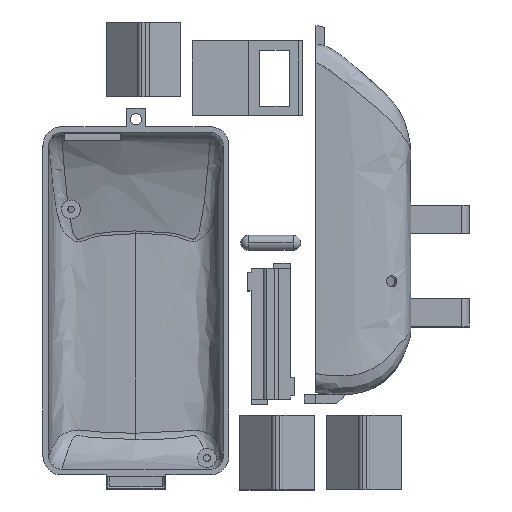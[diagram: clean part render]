
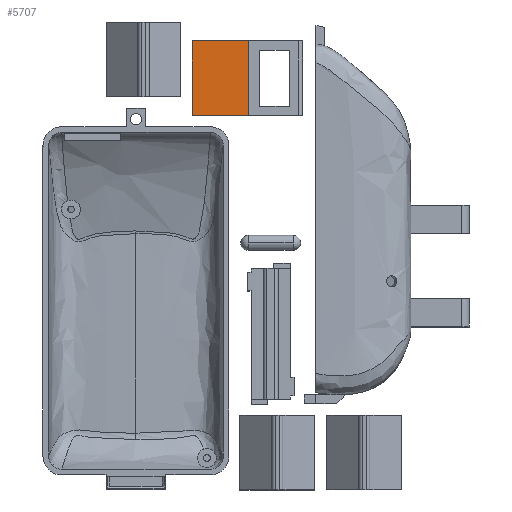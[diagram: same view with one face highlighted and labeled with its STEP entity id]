
A CAD part, top view. The second image highlights one B-rep face of the part: STEP entity #5707.
In plain terms, the highlighted planar face has unit normal (0, 0, 1).
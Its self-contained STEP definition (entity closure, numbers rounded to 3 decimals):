
#275=PLANE('',#6044);
#654=FACE_OUTER_BOUND('',#999,.T.);
#999=EDGE_LOOP('',(#4671,#4672,#4673,#4674));
#1403=LINE('',#16784,#1940);
#1404=LINE('',#16787,#1941);
#1405=LINE('',#16789,#1942);
#1406=LINE('',#16790,#1943);
#1940=VECTOR('',#6792,10.);
#1941=VECTOR('',#6795,10.);
#1942=VECTOR('',#6796,10.);
#1943=VECTOR('',#6797,10.);
#2739=VERTEX_POINT('',#16780);
#2740=VERTEX_POINT('',#16782);
#2741=VERTEX_POINT('',#16786);
#2742=VERTEX_POINT('',#16788);
#3428=EDGE_CURVE('',#2739,#2740,#1403,.T.);
#3429=EDGE_CURVE('',#2741,#2739,#1404,.T.);
#3430=EDGE_CURVE('',#2742,#2740,#1405,.T.);
#3431=EDGE_CURVE('',#2741,#2742,#1406,.T.);
#4671=ORIENTED_EDGE('',*,*,#3429,.T.);
#4672=ORIENTED_EDGE('',*,*,#3428,.T.);
#4673=ORIENTED_EDGE('',*,*,#3430,.F.);
#4674=ORIENTED_EDGE('',*,*,#3431,.F.);
#5707=ADVANCED_FACE('',(#654),#275,.T.);
#6044=AXIS2_PLACEMENT_3D('',#16785,#6793,#6794);
#6792=DIRECTION('',(0.,1.,0.));
#6793=DIRECTION('center_axis',(0.,0.,1.));
#6794=DIRECTION('ref_axis',(1.,0.,0.));
#6795=DIRECTION('',(1.,0.,0.));
#6796=DIRECTION('',(1.,0.,0.));
#6797=DIRECTION('',(0.,1.,0.));
#16780=CARTESIAN_POINT('',(-6.,234.,7.));
#16782=CARTESIAN_POINT('',(-6.,254.,7.));
#16784=CARTESIAN_POINT('',(-6.,234.,7.));
#16785=CARTESIAN_POINT('Origin',(-21.,234.,7.));
#16786=CARTESIAN_POINT('',(-21.,234.,7.));
#16787=CARTESIAN_POINT('',(-21.,234.,7.));
#16788=CARTESIAN_POINT('',(-21.,254.,7.));
#16789=CARTESIAN_POINT('',(-21.,254.,7.));
#16790=CARTESIAN_POINT('',(-21.,234.,7.));
